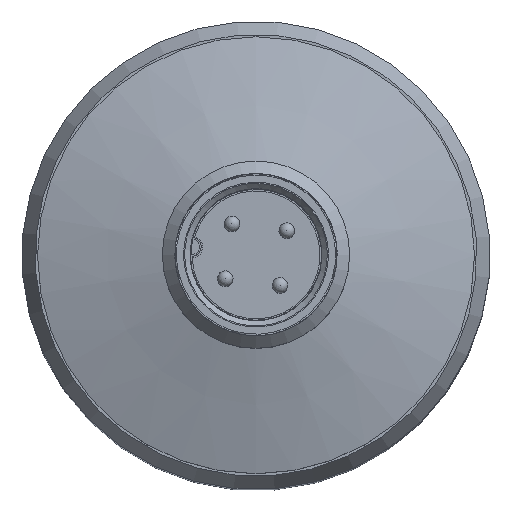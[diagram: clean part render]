
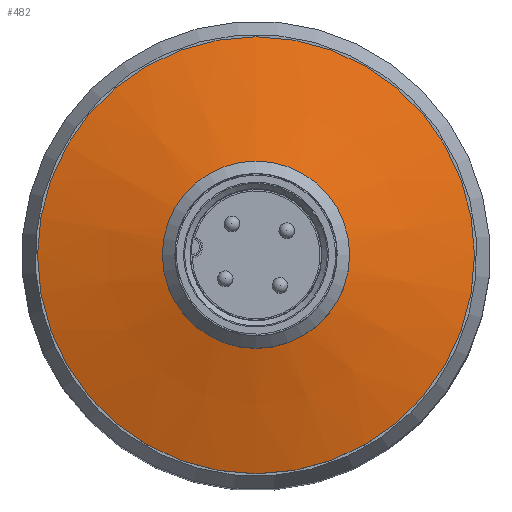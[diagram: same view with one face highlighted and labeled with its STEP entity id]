
A CAD part, top view. The second image highlights one B-rep face of the part: STEP entity #482.
In plain terms, the highlighted conical face has half-angle 74.141 degrees and reference radius 9.6 mm.
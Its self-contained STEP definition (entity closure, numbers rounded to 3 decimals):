
#67=FACE_BOUND('',#164,.T.);
#89=CONICAL_SURFACE('',#553,9.6,74.141);
#111=FACE_OUTER_BOUND('',#163,.T.);
#163=EDGE_LOOP('',(#372));
#164=EDGE_LOOP('',(#373));
#210=CIRCLE('',#546,14.);
#212=CIRCLE('',#554,5.2);
#252=VERTEX_POINT('',#941);
#258=VERTEX_POINT('',#1091);
#302=EDGE_CURVE('',#252,#252,#210,.T.);
#308=EDGE_CURVE('',#258,#258,#212,.T.);
#372=ORIENTED_EDGE('',*,*,#302,.T.);
#373=ORIENTED_EDGE('',*,*,#308,.F.);
#482=ADVANCED_FACE('',(#111,#67),#89,.T.);
#546=AXIS2_PLACEMENT_3D('',#942,#655,#656);
#553=AXIS2_PLACEMENT_3D('',#1090,#669,#670);
#554=AXIS2_PLACEMENT_3D('',#1092,#671,#672);
#655=DIRECTION('center_axis',(0.,0.,
1.));
#656=DIRECTION('ref_axis',(0.,-1.,0.));
#669=DIRECTION('center_axis',(0.,0.,
-1.));
#670=DIRECTION('ref_axis',(0.,-1.,0.));
#671=DIRECTION('center_axis',(0.,0.,
1.));
#672=DIRECTION('ref_axis',(0.,-1.,0.));
#941=CARTESIAN_POINT('',(0.,-14.,51.5));
#942=CARTESIAN_POINT('Origin',(0.,0.,
51.5));
#1090=CARTESIAN_POINT('Origin',(0.,0.,
52.75));
#1091=CARTESIAN_POINT('',(0.,-5.2,54.));
#1092=CARTESIAN_POINT('Origin',(0.,0.,
54.));
